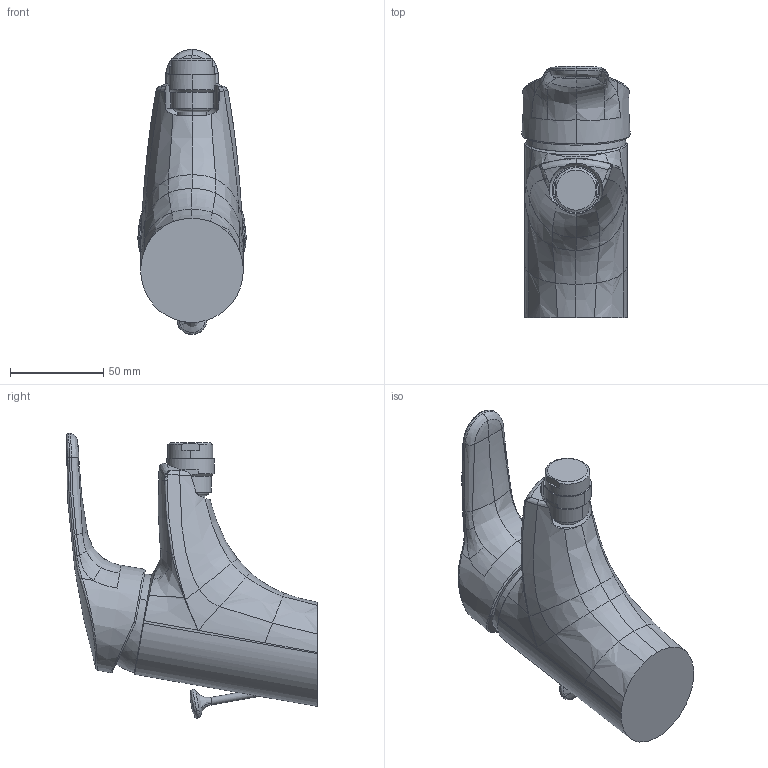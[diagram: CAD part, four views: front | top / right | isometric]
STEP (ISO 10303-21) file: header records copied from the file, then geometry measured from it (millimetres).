
FILE_DESCRIPTION (( 'STEP AP203' ), '1' );
FILE_NAME ('01063283.STEP', '2018-03-08T08:57:46', ( '' ), ( '' ), 'SwSTEP 2.0', 'SolidWorks 2016', '' );
FILE_SCHEMA (( 'CONFIG_CONTROL_DESIGN' ));
Length unit declared in the file: millimetre
Products named in the file (1): 01063283
Bounding box: 58.08 x 134.6 x 153.03 mm (x, y, z)
Volume: 416402.2 mm3; surface area: 43302.3 mm2
Topology: 1 solids, 1 shells, 156 faces, 375 edges, 220 vertices
Faces by surface type: bspline 103, cylinder 19, plane 16, torus 8, cone 8, sphere 2
Entity records: 16512 total; most frequent: CARTESIAN_POINT 13673, ORIENTED_EDGE 738, EDGE_CURVE 369, DIRECTION 295, B_SPLINE_CURVE_WITH_KNOTS 243, VERTEX_POINT 220, EDGE_LOOP 161, ADVANCED_FACE 156
